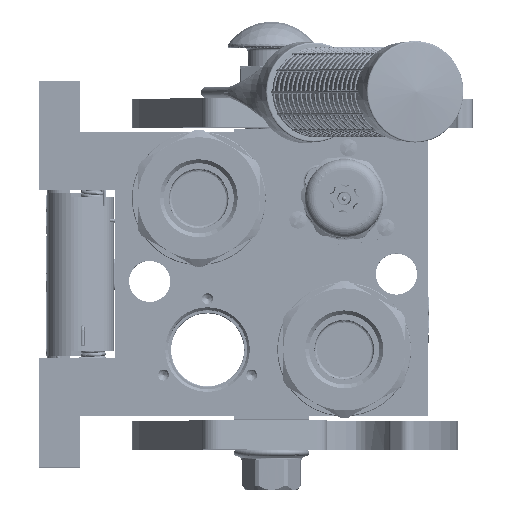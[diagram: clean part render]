
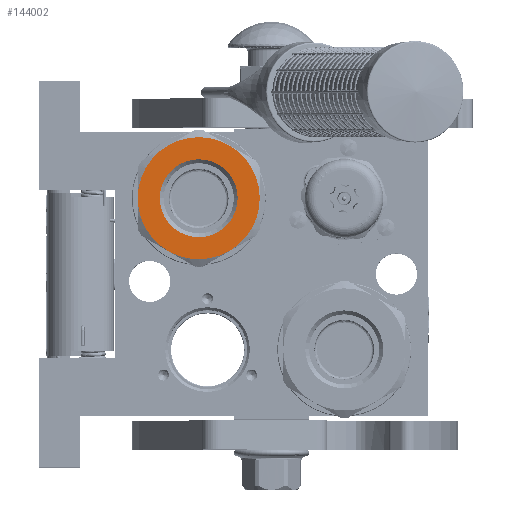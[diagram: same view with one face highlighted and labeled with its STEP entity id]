
A CAD part, top view. The second image highlights one B-rep face of the part: STEP entity #144002.
In plain terms, the highlighted face is planar.
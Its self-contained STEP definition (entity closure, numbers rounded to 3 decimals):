
#3007 = CARTESIAN_POINT ( 'NONE',  ( 100.6, 10.5, -18.187 ) ) ;
#5722 = CARTESIAN_POINT ( 'NONE',  ( 100.6, 21., 0. ) ) ;
#10180 = DIRECTION ( 'NONE',  ( 0., 0.5, 0.866 ) ) ;
#11374 = AXIS2_PLACEMENT_3D ( 'NONE', #149830, #48392, #34359 ) ;
#19525 = CARTESIAN_POINT ( 'NONE',  ( 100.6, -10.5, 18.187 ) ) ;
#22388 = EDGE_CURVE ( 'NONE', #29875, #158362, #188244, .T. ) ;
#22501 = CIRCLE ( 'NONE', #88650, 21. ) ;
#23639 = FACE_BOUND ( 'NONE', #160426, .T. ) ;
#26260 = CARTESIAN_POINT ( 'NONE',  ( 100.6, 0., 0. ) ) ;
#28709 = DIRECTION ( 'NONE',  ( 1., 0., 0. ) ) ;
#29875 = VERTEX_POINT ( 'NONE', #5722 ) ;
#29879 = ORIENTED_EDGE ( 'NONE', *, *, #49377, .T. ) ;
#30304 = CIRCLE ( 'NONE', #35265, 13.4 ) ;
#31381 = CARTESIAN_POINT ( 'NONE',  ( 100.6, -10.5, -18.187 ) ) ;
#31427 = AXIS2_PLACEMENT_3D ( 'NONE', #186167, #168429, #152801 ) ;
#33028 = DIRECTION ( 'NONE',  ( 0., 1., 0. ) ) ;
#33972 = EDGE_CURVE ( 'NONE', #109626, #29875, #175130, .T. ) ;
#34359 = DIRECTION ( 'NONE',  ( 0., -1., 0. ) ) ;
#35265 = AXIS2_PLACEMENT_3D ( 'NONE', #169306, #99553, #33028 ) ;
#37607 = CARTESIAN_POINT ( 'NONE',  ( 100.6, -13.4, 0. ) ) ;
#39009 = CARTESIAN_POINT ( 'NONE',  ( 100.6, 10.5, 18.187 ) ) ;
#41864 = DIRECTION ( 'NONE',  ( 0., 0., 1. ) ) ;
#43484 = ORIENTED_EDGE ( 'NONE', *, *, #147047, .T. ) ;
#46430 = DIRECTION ( 'NONE',  ( 0., -1., 0. ) ) ;
#47242 = AXIS2_PLACEMENT_3D ( 'NONE', #88139, #206711, #105118 ) ;
#48392 = DIRECTION ( 'NONE',  ( -1., 0., 0. ) ) ;
#49377 = EDGE_CURVE ( 'NONE', #121790, #158362, #56388, .T. ) ;
#50942 = ORIENTED_EDGE ( 'NONE', *, *, #92819, .T. ) ;
#53367 = EDGE_CURVE ( 'NONE', #109626, #75689, #170098, .T. ) ;
#54418 = CARTESIAN_POINT ( 'NONE',  ( 100.6, 0., 0. ) ) ;
#56388 = CIRCLE ( 'NONE', #47242, 21. ) ;
#61540 = VERTEX_POINT ( 'NONE', #19525 ) ;
#65145 = CIRCLE ( 'NONE', #31427, 21. ) ;
#75689 = VERTEX_POINT ( 'NONE', #143412 ) ;
#76483 = EDGE_LOOP ( 'NONE', ( #86757, #80903, #29879, #137098, #143107, #156703, #50942 ) ) ;
#80903 = ORIENTED_EDGE ( 'NONE', *, *, #153631, .T. ) ;
#86757 = ORIENTED_EDGE ( 'NONE', *, *, #197651, .T. ) ;
#88139 = CARTESIAN_POINT ( 'NONE',  ( 100.6, 0., 0. ) ) ;
#88650 = AXIS2_PLACEMENT_3D ( 'NONE', #213990, #194021, #10180 ) ;
#92819 = EDGE_CURVE ( 'NONE', #75689, #61540, #22501, .T. ) ;
#99553 = DIRECTION ( 'NONE',  ( -1., 0., 0. ) ) ;
#99593 = CARTESIAN_POINT ( 'NONE',  ( 100.6, 0., 0. ) ) ;
#105118 = DIRECTION ( 'NONE',  ( 0., -0.5, -0.866 ) ) ;
#109626 = VERTEX_POINT ( 'NONE', #39009 ) ;
#113073 = CARTESIAN_POINT ( 'NONE',  ( 100.6, 0., 0. ) ) ;
#120206 = AXIS2_PLACEMENT_3D ( 'NONE', #113073, #28709, #46430 ) ;
#121790 = VERTEX_POINT ( 'NONE', #31381 ) ;
#122680 = CIRCLE ( 'NONE', #120206, 21. ) ;
#134942 = FACE_OUTER_BOUND ( 'NONE', #76483, .T. ) ;
#135163 = DIRECTION ( 'NONE',  ( 0., 0.5, 0.866 ) ) ;
#137098 = ORIENTED_EDGE ( 'NONE', *, *, #22388, .F. ) ;
#138094 = VERTEX_POINT ( 'NONE', #37607 ) ;
#140076 = AXIS2_PLACEMENT_3D ( 'NONE', #99593, #219722, #135163 ) ;
#140997 = AXIS2_PLACEMENT_3D ( 'NONE', #203270, #219580, #202531 ) ;
#143107 = ORIENTED_EDGE ( 'NONE', *, *, #33972, .F. ) ;
#143282 = DIRECTION ( 'NONE',  ( -1., 0., 0. ) ) ;
#143412 = CARTESIAN_POINT ( 'NONE',  ( 100.6, 0., 21. ) ) ;
#144002 = ADVANCED_FACE ( 'NONE', ( #134942, #23639 ), #212202, .F. ) ;
#147047 = EDGE_CURVE ( 'NONE', #138094, #215591, #162859, .T. ) ;
#147886 = CARTESIAN_POINT ( 'NONE',  ( 100.6, 13.4, 0. ) ) ;
#148702 = AXIS2_PLACEMENT_3D ( 'NONE', #26260, #143282, #41864 ) ;
#149830 = CARTESIAN_POINT ( 'NONE',  ( 100.6, 0., 0. ) ) ;
#151445 = CARTESIAN_POINT ( 'NONE',  ( 100.6, -21., 0. ) ) ;
#152801 = DIRECTION ( 'NONE',  ( 0., -0.5, 0.866 ) ) ;
#152976 = DIRECTION ( 'NONE',  ( 0., 0.5, 0.866 ) ) ;
#153631 = EDGE_CURVE ( 'NONE', #203018, #121790, #122680, .T. ) ;
#155928 = DIRECTION ( 'NONE',  ( -1., 0., 0. ) ) ;
#156703 = ORIENTED_EDGE ( 'NONE', *, *, #53367, .T. ) ;
#158362 = VERTEX_POINT ( 'NONE', #3007 ) ;
#160426 = EDGE_LOOP ( 'NONE', ( #43484, #165454 ) ) ;
#162859 = CIRCLE ( 'NONE', #11374, 13.4 ) ;
#165454 = ORIENTED_EDGE ( 'NONE', *, *, #211546, .T. ) ;
#168429 = DIRECTION ( 'NONE',  ( 1., 0., 0. ) ) ;
#169306 = CARTESIAN_POINT ( 'NONE',  ( 100.6, 0., 0. ) ) ;
#170098 = CIRCLE ( 'NONE', #140076, 21. ) ;
#175130 = CIRCLE ( 'NONE', #201376, 21. ) ;
#186167 = CARTESIAN_POINT ( 'NONE',  ( 100.6, 0., 0. ) ) ;
#188244 = CIRCLE ( 'NONE', #140997, 21. ) ;
#194021 = DIRECTION ( 'NONE',  ( 1., 0., 0. ) ) ;
#197651 = EDGE_CURVE ( 'NONE', #61540, #203018, #65145, .T. ) ;
#201376 = AXIS2_PLACEMENT_3D ( 'NONE', #54418, #155928, #152976 ) ;
#202531 = DIRECTION ( 'NONE',  ( 0., 1., 0. ) ) ;
#203018 = VERTEX_POINT ( 'NONE', #151445 ) ;
#203270 = CARTESIAN_POINT ( 'NONE',  ( 100.6, 0., 0. ) ) ;
#206711 = DIRECTION ( 'NONE',  ( 1., 0., 0. ) ) ;
#211546 = EDGE_CURVE ( 'NONE', #215591, #138094, #30304, .T. ) ;
#212202 = PLANE ( 'NONE',  #148702 ) ;
#213990 = CARTESIAN_POINT ( 'NONE',  ( 100.6, 0., 0. ) ) ;
#215591 = VERTEX_POINT ( 'NONE', #147886 ) ;
#219580 = DIRECTION ( 'NONE',  ( -1., 0., 0. ) ) ;
#219722 = DIRECTION ( 'NONE',  ( 1., 0., 0. ) ) ;
